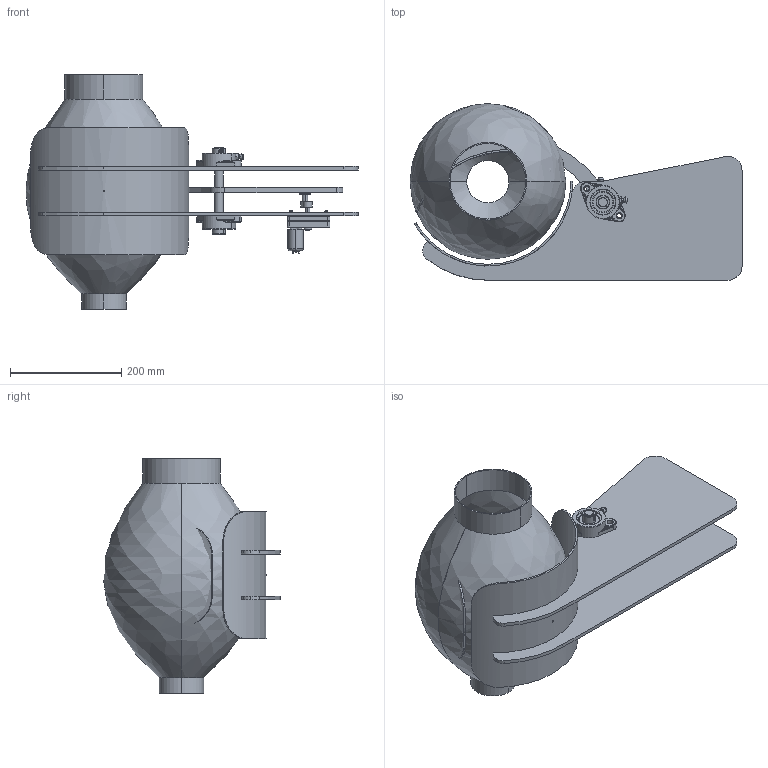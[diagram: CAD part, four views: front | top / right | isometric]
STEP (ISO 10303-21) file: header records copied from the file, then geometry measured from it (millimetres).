
FILE_DESCRIPTION (( 'STEP AP203' ), '1' );
FILE_NAME ('Assem - David Concept 2.STEP', '2020-03-15T05:22:06', ( '' ), ( '' ), 'SwSTEP 2.0', 'SolidWorks 2016', '' );
FILE_SCHEMA (( 'CONFIG_CONTROL_DESIGN' ));
Length unit declared in the file: inch
Products named in the file (10): 1460T150_THRDED BLK-OXIDE STL TRACK ROLLER FLAT_1460T15; pushing seat - concept 2; 5968K720_TWO-BOLT FLANGE-MOUNT SELF-ALIGNING BALL BRNG_5968K72; seat - concept 2; ROTOR ARM - Concept 2; Silicone_Chamber_v1; Frame member - concept 2; Assem - David Concept 2; 6409K170_COMPACT SQUARE-FACE DC GEARMOTOR_6409K17; rocker arm - concept 2
Assembly tree (11 placements, depth 2):
  Assem - David Concept 2
    Frame member - concept 2  x2
    5968K720_TWO-BOLT FLANGE-MOUNT SELF-ALIGNING BALL BRNG_5968K72  x2
    1460T150_THRDED BLK-OXIDE STL TRACK ROLLER FLAT_1460T15
    6409K170_COMPACT SQUARE-FACE DC GEARMOTOR_6409K17
    ROTOR ARM - Concept 2
    Silicone_Chamber_v1
    seat - concept 2
    rocker arm - concept 2
    pushing seat - concept 2
Bounding box: 597.3 x 317.8 x 422 mm (x, y, z)
Volume: 2395673.3 mm3; surface area: 1302769.7 mm2
Topology: 19 solids, 19 shells, 933 faces, 2276 edges, 1407 vertices
Faces by surface type: cylinder 402, plane 251, cone 165, torus 60, bspline 55
Entity records: 36367 total; most frequent: CARTESIAN_POINT 19187, ORIENTED_EDGE 3552, DIRECTION 3199, EDGE_CURVE 1776, AXIS2_PLACEMENT_3D 1268, VERTEX_POINT 1117, EDGE_LOOP 795, FACE_OUTER_BOUND 723
